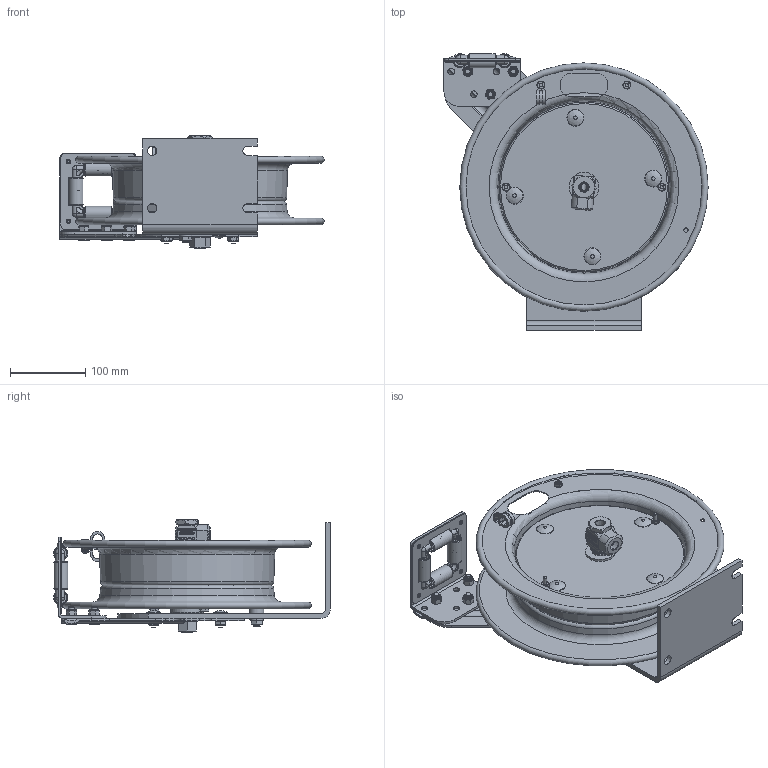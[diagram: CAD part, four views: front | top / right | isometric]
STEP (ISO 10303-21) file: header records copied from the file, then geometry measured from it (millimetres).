
FILE_DESCRIPTION(/* description */ (''),/* implementation_level */ '2;1');
FILE_NAME(/* name */ 'EZ-P-LP-135_SHARED.stp',/* time_stamp */ '2020-01-16T09:10:42-07:00',/* author */ ('NMelton'),/* organization */ (''),/* preprocessor_version */ 'ST-DEVELOPER v17',/* originating_system */ 'Autodesk Inventor 2019',/* authorisation */ '');
FILE_SCHEMA (('AUTOMOTIVE_DESIGN { 1 0 10303 214 3 1 1 }'));
Products named in the file (1): EZ-P-LP-135_SHARED
Bounding box: 351.32 x 368.05 x 149.35 mm (x, y, z)
Surface area: 711802.3 mm2 (no closed solid volume)
Topology: 0 solids, 124 shells, 1786 faces, 6947 edges, 5076 vertices
Faces by surface type: plane 950, cylinder 406, bspline 171, cone 152, torus 64, sphere 43
Full cylindrical faces by diameter (mm): 2.159 x2, 3.962 x2, 4.699 x4, 4.826 x6, 5.556 x3, 5.588 x5, 6.35 x5, 7.925 x1, 7.938 x3, 8.731 x7, 11.43 x3, 12.192 x8, 12.7 x2, 15.875 x1, 17.882 x1, 19.05 x5, 19.304 x1, 20.574 x1, 28.575 x1, 39.624 x1, 44.044 x1, 225.039 x1
Entity records: 76514 total; most frequent: CARTESIAN_POINT 18903, DIRECTION 10989, ORIENTED_EDGE 10525, EDGE_CURVE 6904, VERTEX_POINT 5076, LINE 4107, VECTOR 4107, AXIS2_PLACEMENT_3D 3441
